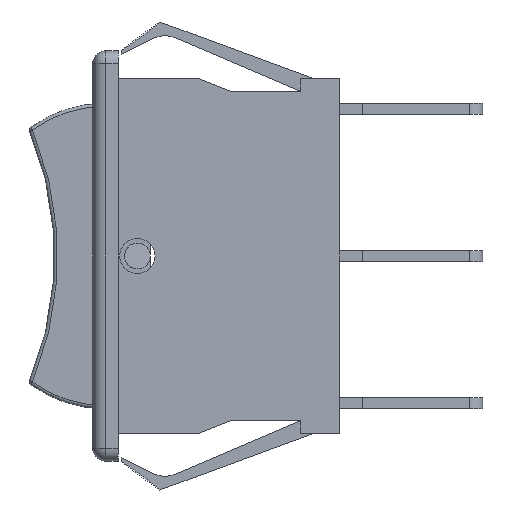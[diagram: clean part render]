
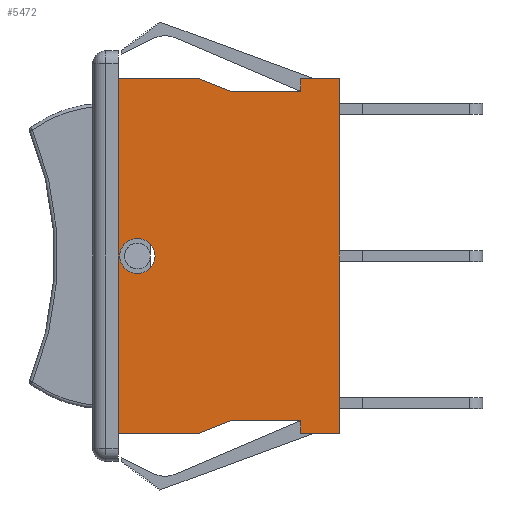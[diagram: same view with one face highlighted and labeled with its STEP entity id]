
A CAD part, left-side view. The second image highlights one B-rep face of the part: STEP entity #5472.
In plain terms, the highlighted planar face has unit normal (-1, 0, 0).
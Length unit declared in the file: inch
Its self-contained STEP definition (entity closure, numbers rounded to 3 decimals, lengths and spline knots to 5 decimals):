
#68 = CARTESIAN_POINT ( 'NONE',  ( -0.20472, 0.43307, 0. ) ) ;
#102 = ORIENTED_EDGE ( 'NONE', *, *, #772, .F. ) ;
#158 = VECTOR ( 'NONE', #5061, 39.37008 ) ;
#229 = VERTEX_POINT ( 'NONE', #6569 ) ;
#284 = VECTOR ( 'NONE', #849, 39.37008 ) ;
#482 = CARTESIAN_POINT ( 'NONE',  ( -0.20472, 0.33465, -1.05039 ) ) ;
#522 = CARTESIAN_POINT ( 'NONE',  ( -0.20472, 0.67913, -1.08976 ) ) ;
#594 = CARTESIAN_POINT ( 'NONE',  ( -0.20472, 0.62008, -0.59902 ) ) ;
#613 = CARTESIAN_POINT ( 'NONE',  ( -0.20472, 0.11811, -1.08976 ) ) ;
#772 = EDGE_CURVE ( 'NONE', #8186, #7203, #4273, .T. ) ;
#797 = ORIENTED_EDGE ( 'NONE', *, *, #1149, .F. ) ;
#849 = DIRECTION ( 'NONE',  ( 0., 0., 1. ) ) ;
#894 = DIRECTION ( 'NONE',  ( 0., 0., 1. ) ) ;
#972 = DIRECTION ( 'NONE',  ( 0., 1., 0. ) ) ;
#1063 = CIRCLE ( 'NONE', #5937, 0.05413 ) ;
#1149 = EDGE_CURVE ( 'NONE', #7104, #5534, #2406, .T. ) ;
#1176 = DIRECTION ( 'NONE',  ( 1., 0., 0. ) ) ;
#1267 = VERTEX_POINT ( 'NONE', #8586 ) ;
#1432 = VERTEX_POINT ( 'NONE', #6410 ) ;
#1663 = LINE ( 'NONE', #4300, #5720 ) ;
#1694 = CARTESIAN_POINT ( 'NONE',  ( -0.20472, 0.11811, -0.03937 ) ) ;
#1751 = EDGE_CURVE ( 'NONE', #1432, #6653, #8183, .T. ) ;
#1829 = FACE_OUTER_BOUND ( 'NONE', #7187, .T. ) ;
#2004 = VERTEX_POINT ( 'NONE', #613 ) ;
#2036 = LINE ( 'NONE', #4683, #7112 ) ;
#2065 = ORIENTED_EDGE ( 'NONE', *, *, #6746, .T. ) ;
#2094 = DIRECTION ( 'NONE',  ( 0., -0.928, -0.371 ) ) ;
#2106 = ORIENTED_EDGE ( 'NONE', *, *, #2806, .F. ) ;
#2161 = LINE ( 'NONE', #4806, #4044 ) ;
#2176 = CARTESIAN_POINT ( 'NONE',  ( -0.20472, 0.62008, -0.54488 ) ) ;
#2183 = VECTOR ( 'NONE', #3128, 39.37008 ) ;
#2221 = CARTESIAN_POINT ( 'NONE',  ( -0.20472, 0.11811, -0.03937 ) ) ;
#2406 = LINE ( 'NONE', #5057, #6189 ) ;
#2410 = CARTESIAN_POINT ( 'NONE',  ( -0.20472, 0.67913, 0. ) ) ;
#2432 = VECTOR ( 'NONE', #4872, 39.37008 ) ;
#2806 = EDGE_CURVE ( 'NONE', #7203, #1267, #6447, .T. ) ;
#3100 = EDGE_CURVE ( 'NONE', #6559, #6559, #1063, .T. ) ;
#3128 = DIRECTION ( 'NONE',  ( 0., 0.928, -0.371 ) ) ;
#3164 = DIRECTION ( 'NONE',  ( 0., -1., 0. ) ) ;
#3358 = ORIENTED_EDGE ( 'NONE', *, *, #7534, .F. ) ;
#3766 = AXIS2_PLACEMENT_3D ( 'NONE', #7136, #1176, #3819 ) ;
#3819 = DIRECTION ( 'NONE',  ( 0., 0., -1. ) ) ;
#4044 = VECTOR ( 'NONE', #7466, 39.37008 ) ;
#4054 = ORIENTED_EDGE ( 'NONE', *, *, #7635, .F. ) ;
#4098 = ORIENTED_EDGE ( 'NONE', *, *, #8451, .F. ) ;
#4148 = LINE ( 'NONE', #6814, #284 ) ;
#4194 = LINE ( 'NONE', #6861, #5998 ) ;
#4273 = LINE ( 'NONE', #6941, #4693 ) ;
#4300 = CARTESIAN_POINT ( 'NONE',  ( -0.20472, 0.11811, -1.08976 ) ) ;
#4473 = PLANE ( 'NONE',  #3766 ) ;
#4528 = CARTESIAN_POINT ( 'NONE',  ( -0.20472, 0.11811, 0. ) ) ;
#4644 = EDGE_CURVE ( 'NONE', #5534, #1432, #5401, .T. ) ;
#4683 = CARTESIAN_POINT ( 'NONE',  ( -0.20472, 0.67913, -1.08976 ) ) ;
#4693 = VECTOR ( 'NONE', #972, 39.37008 ) ;
#4755 = ORIENTED_EDGE ( 'NONE', *, *, #7272, .T. ) ;
#4806 = CARTESIAN_POINT ( 'NONE',  ( -0.20472, 0., 0. ) ) ;
#4823 = DIRECTION ( 'NONE',  ( 1., 0., 0. ) ) ;
#4872 = DIRECTION ( 'NONE',  ( 0., -1., 0. ) ) ;
#5057 = CARTESIAN_POINT ( 'NONE',  ( -0.20472, 0.67913, 0. ) ) ;
#5061 = DIRECTION ( 'NONE',  ( 0., -1., 0. ) ) ;
#5401 = LINE ( 'NONE', #8045, #5501 ) ;
#5453 = ORIENTED_EDGE ( 'NONE', *, *, #4644, .F. ) ;
#5472 = ADVANCED_FACE ( 'NONE', ( #7778, #1829 ), #4473, .F. ) ;
#5501 = VECTOR ( 'NONE', #2094, 39.37008 ) ;
#5534 = VERTEX_POINT ( 'NONE', #68 ) ;
#5590 = CARTESIAN_POINT ( 'NONE',  ( -0.20472, 0.67913, 0. ) ) ;
#5720 = VECTOR ( 'NONE', #6971, 39.37008 ) ;
#5787 = CARTESIAN_POINT ( 'NONE',  ( -0.20472, 0.67913, -1.08976 ) ) ;
#5807 = CARTESIAN_POINT ( 'NONE',  ( -0.20472, 0., -1.08976 ) ) ;
#5839 = VERTEX_POINT ( 'NONE', #5807 ) ;
#5912 = CARTESIAN_POINT ( 'NONE',  ( -0.20472, 0.33465, -1.05039 ) ) ;
#5937 = AXIS2_PLACEMENT_3D ( 'NONE', #2176, #4823, #7479 ) ;
#5998 = VECTOR ( 'NONE', #894, 39.37008 ) ;
#6146 = EDGE_LOOP ( 'NONE', ( #7454 ) ) ;
#6189 = VECTOR ( 'NONE', #7714, 39.37008 ) ;
#6301 = VERTEX_POINT ( 'NONE', #4528 ) ;
#6410 = CARTESIAN_POINT ( 'NONE',  ( -0.20472, 0.33465, -0.03937 ) ) ;
#6447 = LINE ( 'NONE', #482, #2183 ) ;
#6487 = LINE ( 'NONE', #522, #8043 ) ;
#6559 = VERTEX_POINT ( 'NONE', #594 ) ;
#6569 = CARTESIAN_POINT ( 'NONE',  ( -0.20472, 0., 0. ) ) ;
#6653 = VERTEX_POINT ( 'NONE', #1694 ) ;
#6681 = ORIENTED_EDGE ( 'NONE', *, *, #7379, .F. ) ;
#6721 = VERTEX_POINT ( 'NONE', #5787 ) ;
#6746 = EDGE_CURVE ( 'NONE', #2004, #5839, #6487, .T. ) ;
#6814 = CARTESIAN_POINT ( 'NONE',  ( -0.20472, 0.11811, 0. ) ) ;
#6861 = CARTESIAN_POINT ( 'NONE',  ( -0.20472, 0.67913, 0. ) ) ;
#6941 = CARTESIAN_POINT ( 'NONE',  ( -0.20472, 0.11811, -1.05039 ) ) ;
#6971 = DIRECTION ( 'NONE',  ( 0., 0., 1. ) ) ;
#7104 = VERTEX_POINT ( 'NONE', #5590 ) ;
#7112 = VECTOR ( 'NONE', #7343, 39.37008 ) ;
#7136 = CARTESIAN_POINT ( 'NONE',  ( -0.20472, 0.67913, 0. ) ) ;
#7187 = EDGE_LOOP ( 'NONE', ( #8102, #5453, #797, #4098, #4755, #2106, #102, #4054, #2065, #8016, #3358, #6681 ) ) ;
#7203 = VERTEX_POINT ( 'NONE', #5912 ) ;
#7272 = EDGE_CURVE ( 'NONE', #6721, #1267, #2036, .T. ) ;
#7343 = DIRECTION ( 'NONE',  ( 0., -1., 0. ) ) ;
#7362 = EDGE_CURVE ( 'NONE', #5839, #229, #2161, .T. ) ;
#7379 = EDGE_CURVE ( 'NONE', #6653, #6301, #4148, .T. ) ;
#7454 = ORIENTED_EDGE ( 'NONE', *, *, #3100, .T. ) ;
#7466 = DIRECTION ( 'NONE',  ( 0., 0., 1. ) ) ;
#7479 = DIRECTION ( 'NONE',  ( 0., 0., -1. ) ) ;
#7534 = EDGE_CURVE ( 'NONE', #6301, #229, #8372, .T. ) ;
#7635 = EDGE_CURVE ( 'NONE', #2004, #8186, #1663, .T. ) ;
#7714 = DIRECTION ( 'NONE',  ( 0., -1., 0. ) ) ;
#7778 = FACE_BOUND ( 'NONE', #6146, .T. ) ;
#8016 = ORIENTED_EDGE ( 'NONE', *, *, #7362, .T. ) ;
#8043 = VECTOR ( 'NONE', #3164, 39.37008 ) ;
#8045 = CARTESIAN_POINT ( 'NONE',  ( -0.20472, 0.33465, -0.03937 ) ) ;
#8102 = ORIENTED_EDGE ( 'NONE', *, *, #1751, .F. ) ;
#8183 = LINE ( 'NONE', #2221, #2432 ) ;
#8186 = VERTEX_POINT ( 'NONE', #8473 ) ;
#8372 = LINE ( 'NONE', #2410, #158 ) ;
#8451 = EDGE_CURVE ( 'NONE', #6721, #7104, #4194, .T. ) ;
#8473 = CARTESIAN_POINT ( 'NONE',  ( -0.20472, 0.11811, -1.05039 ) ) ;
#8586 = CARTESIAN_POINT ( 'NONE',  ( -0.20472, 0.43307, -1.08976 ) ) ;
